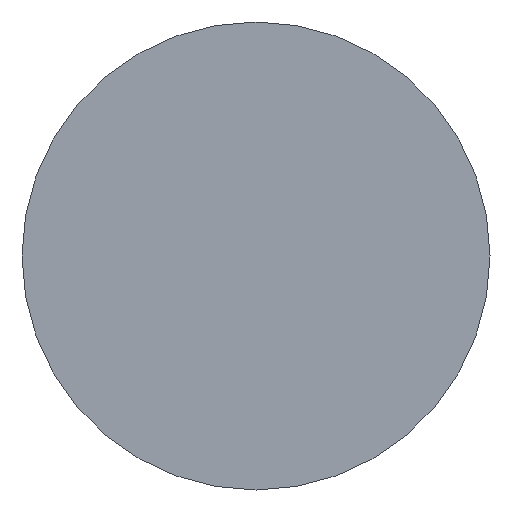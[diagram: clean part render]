
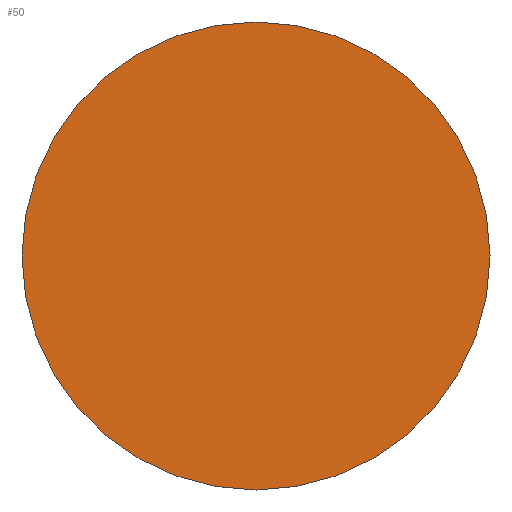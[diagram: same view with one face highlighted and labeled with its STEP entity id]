
A CAD part, front view. The second image highlights one B-rep face of the part: STEP entity #50.
In plain terms, the highlighted planar face has unit normal (0, -1, 0).
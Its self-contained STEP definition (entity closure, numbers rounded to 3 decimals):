
#7 = ORIENTED_EDGE ( 'NONE', *, *, #180, .F. ) ;
#10 = DIRECTION ( 'NONE',  ( 1., 0., 0. ) ) ;
#13 = EDGE_CURVE ( 'NONE', #21, #134, #86, .T. ) ;
#14 = AXIS2_PLACEMENT_3D ( 'NONE', #117, #42, #10 ) ;
#21 = VERTEX_POINT ( 'NONE', #84 ) ;
#41 = AXIS2_PLACEMENT_3D ( 'NONE', #148, #135, #90 ) ;
#42 = DIRECTION ( 'NONE',  ( 0., -1., 0. ) ) ;
#48 = AXIS2_PLACEMENT_3D ( 'NONE', #61, #88, #127 ) ;
#50 = ADVANCED_FACE ( 'NONE', ( #176 ), #196, .T. ) ;
#56 = ORIENTED_EDGE ( 'NONE', *, *, #13, .F. ) ;
#61 = CARTESIAN_POINT ( 'NONE',  ( 0., 0., 0. ) ) ;
#84 = CARTESIAN_POINT ( 'NONE',  ( -15., 0., 0. ) ) ;
#86 = CIRCLE ( 'NONE', #41, 15. ) ;
#88 = DIRECTION ( 'NONE',  ( 0., 1., 0. ) ) ;
#90 = DIRECTION ( 'NONE',  ( -1., 0., 0. ) ) ;
#117 = CARTESIAN_POINT ( 'NONE',  ( 0., 0., 0. ) ) ;
#127 = DIRECTION ( 'NONE',  ( -1., 0., 0. ) ) ;
#134 = VERTEX_POINT ( 'NONE', #137 ) ;
#135 = DIRECTION ( 'NONE',  ( 0., 1., 0. ) ) ;
#137 = CARTESIAN_POINT ( 'NONE',  ( 15., 0., 0. ) ) ;
#148 = CARTESIAN_POINT ( 'NONE',  ( 0., 0., 0. ) ) ;
#176 = FACE_OUTER_BOUND ( 'NONE', #190, .T. ) ;
#180 = EDGE_CURVE ( 'NONE', #134, #21, #195, .T. ) ;
#190 = EDGE_LOOP ( 'NONE', ( #56, #7 ) ) ;
#195 = CIRCLE ( 'NONE', #48, 15. ) ;
#196 = PLANE ( 'NONE',  #14 ) ;
